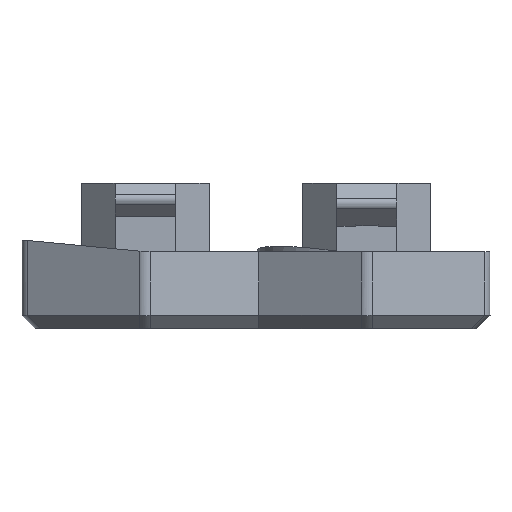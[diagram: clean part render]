
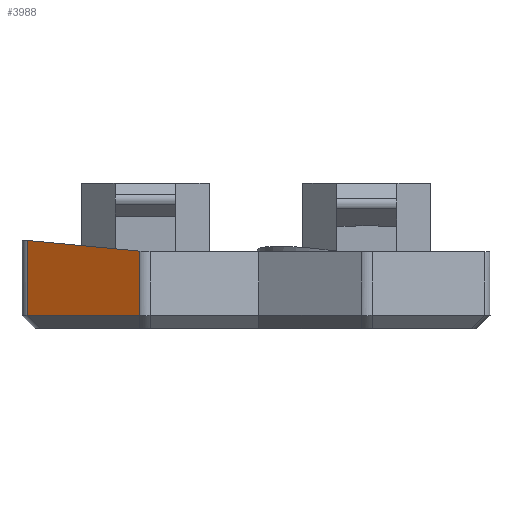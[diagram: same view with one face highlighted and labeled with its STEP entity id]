
A CAD part, left-side view. The second image highlights one B-rep face of the part: STEP entity #3988.
In plain terms, the highlighted planar face has unit normal (-0.866, 0.5, 0).
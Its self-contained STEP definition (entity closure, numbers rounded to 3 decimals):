
#170=ELLIPSE('',#4326,1.298,0.85);
#171=ELLIPSE('',#4327,1.298,0.85);
#349=PLANE('',#4325);
#543=FACE_OUTER_BOUND('',#762,.T.);
#762=EDGE_LOOP('',(#3569,#3570,#3571,#3572,#3573,#3574));
#1153=LINE('',#10696,#1518);
#1187=LINE('',#10795,#1552);
#1188=LINE('',#10800,#1553);
#1189=LINE('',#10803,#1554);
#1518=VECTOR('',#5129,10.);
#1552=VECTOR('',#5233,10.);
#1553=VECTOR('',#5238,10.);
#1554=VECTOR('',#5241,10.);
#1954=VERTEX_POINT('',#10693);
#1955=VERTEX_POINT('',#10695);
#1975=VERTEX_POINT('',#10784);
#1976=VERTEX_POINT('',#10797);
#1977=VERTEX_POINT('',#10799);
#1978=VERTEX_POINT('',#10801);
#2482=EDGE_CURVE('',#1955,#1954,#1153,.F.);
#2525=EDGE_CURVE('',#1975,#1954,#1187,.T.);
#2526=EDGE_CURVE('',#1976,#1975,#170,.T.);
#2527=EDGE_CURVE('',#1977,#1976,#1188,.T.);
#2528=EDGE_CURVE('',#1978,#1977,#171,.T.);
#2529=EDGE_CURVE('',#1978,#1955,#1189,.T.);
#3569=ORIENTED_EDGE('',*,*,#2525,.F.);
#3570=ORIENTED_EDGE('',*,*,#2526,.F.);
#3571=ORIENTED_EDGE('',*,*,#2527,.F.);
#3572=ORIENTED_EDGE('',*,*,#2528,.F.);
#3573=ORIENTED_EDGE('',*,*,#2529,.T.);
#3574=ORIENTED_EDGE('',*,*,#2482,.T.);
#3988=ADVANCED_FACE('',(#543),#349,.F.);
#4325=AXIS2_PLACEMENT_3D('',#10796,#5234,#5235);
#4326=AXIS2_PLACEMENT_3D('',#10798,#5236,#5237);
#4327=AXIS2_PLACEMENT_3D('',#10802,#5239,#5240);
#5129=DIRECTION('',(-0.498,-0.863,-0.082));
#5233=DIRECTION('',(0.,0.,1.));
#5234=DIRECTION('center_axis',(0.866,-0.5,0.));
#5235=DIRECTION('ref_axis',(0.5,0.866,0.));
#5236=DIRECTION('center_axis',(0.866,-0.5,0.));
#5237=DIRECTION('ref_axis',(-0.25,-0.433,-0.866));
#5238=DIRECTION('',(0.5,0.866,0.));
#5239=DIRECTION('center_axis',(0.866,-0.5,0.));
#5240=DIRECTION('ref_axis',(0.25,0.433,-0.866));
#5241=DIRECTION('',(0.,0.,1.));
#10693=CARTESIAN_POINT('',(-77.84,161.73,4.978));
#10695=CARTESIAN_POINT('',(-81.502,155.387,4.377));
#10696=CARTESIAN_POINT('',(-80.166,157.701,4.596));
#10784=CARTESIAN_POINT('',(-77.84,161.73,0.75));
#10795=CARTESIAN_POINT('',(-77.84,161.73,4.35));
#10796=CARTESIAN_POINT('Origin',(-78.295,160.941,0.75));
#10797=CARTESIAN_POINT('',(-77.84,161.73,0.75));
#10798=CARTESIAN_POINT('Origin',(-77.666,162.03,1.952));
#10799=CARTESIAN_POINT('',(-81.502,155.387,0.75));
#10800=CARTESIAN_POINT('',(-79.659,158.579,0.75));
#10801=CARTESIAN_POINT('',(-81.502,155.387,0.75));
#10802=CARTESIAN_POINT('Origin',(-81.675,155.087,1.952));
#10803=CARTESIAN_POINT('',(-81.502,155.387,4.35));
